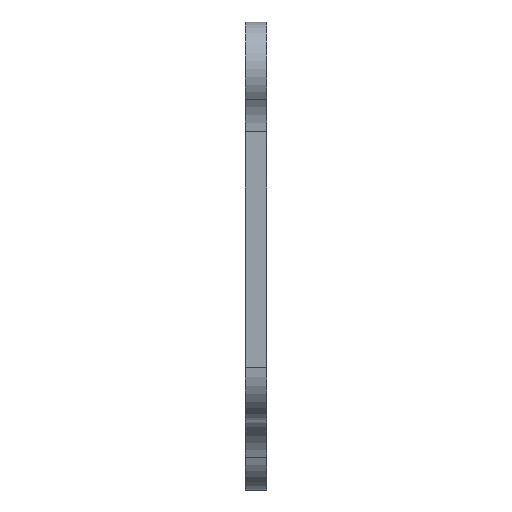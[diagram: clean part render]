
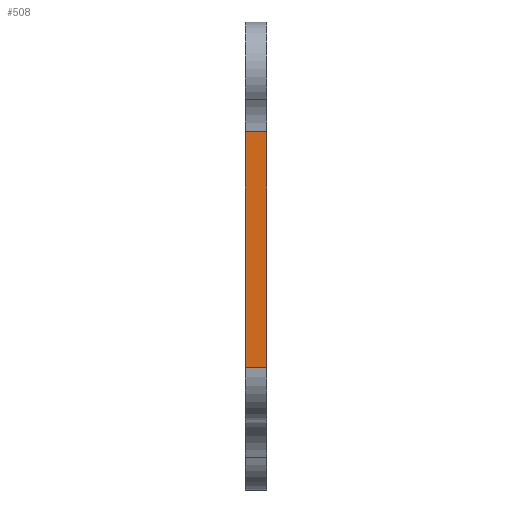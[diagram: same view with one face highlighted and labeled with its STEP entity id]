
A CAD part, top view. The second image highlights one B-rep face of the part: STEP entity #508.
In plain terms, the highlighted planar face has unit normal (0, 0, 1).
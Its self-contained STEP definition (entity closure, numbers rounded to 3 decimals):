
#70 = VERTEX_POINT ( 'NONE', #369 ) ;
#87 = CARTESIAN_POINT ( 'NONE',  ( 2., -10., 15. ) ) ;
#213 = VERTEX_POINT ( 'NONE', #87 ) ;
#222 = DIRECTION ( 'NONE',  ( 0., -1., 0. ) ) ;
#229 = EDGE_CURVE ( 'NONE', #70, #690, #601, .T. ) ;
#236 = CARTESIAN_POINT ( 'NONE',  ( 2., -10., 15. ) ) ;
#257 = CARTESIAN_POINT ( 'NONE',  ( 2., 12.169, 15. ) ) ;
#355 = DIRECTION ( 'NONE',  ( -1., 0., 0. ) ) ;
#369 = CARTESIAN_POINT ( 'NONE',  ( 0., 12.169, 15. ) ) ;
#490 = DIRECTION ( 'NONE',  ( -1., 0., 0. ) ) ;
#500 = LINE ( 'NONE', #236, #1288 ) ;
#508 = ADVANCED_FACE ( 'NONE', ( #726 ), #1246, .F. ) ;
#562 = VECTOR ( 'NONE', #355, 1000. ) ;
#601 = LINE ( 'NONE', #1102, #1539 ) ;
#616 = AXIS2_PLACEMENT_3D ( 'NONE', #1512, #843, #490 ) ;
#636 = VECTOR ( 'NONE', #1668, 1000. ) ;
#639 = EDGE_LOOP ( 'NONE', ( #1606, #850, #1193, #1149 ) ) ;
#690 = VERTEX_POINT ( 'NONE', #1346 ) ;
#726 = FACE_OUTER_BOUND ( 'NONE', #639, .T. ) ;
#750 = DIRECTION ( 'NONE',  ( 1., 0., 0. ) ) ;
#843 = DIRECTION ( 'NONE',  ( 0., 0., -1. ) ) ;
#850 = ORIENTED_EDGE ( 'NONE', *, *, #1542, .T. ) ;
#1102 = CARTESIAN_POINT ( 'NONE',  ( 0., -15., 15. ) ) ;
#1121 = VERTEX_POINT ( 'NONE', #1658 ) ;
#1149 = ORIENTED_EDGE ( 'NONE', *, *, #1611, .T. ) ;
#1193 = ORIENTED_EDGE ( 'NONE', *, *, #1577, .F. ) ;
#1246 = PLANE ( 'NONE',  #616 ) ;
#1284 = LINE ( 'NONE', #257, #562 ) ;
#1288 = VECTOR ( 'NONE', #750, 1000. ) ;
#1346 = CARTESIAN_POINT ( 'NONE',  ( 0., -10., 15. ) ) ;
#1406 = CARTESIAN_POINT ( 'NONE',  ( 2., -15., 15. ) ) ;
#1512 = CARTESIAN_POINT ( 'NONE',  ( 2., -15., 15. ) ) ;
#1539 = VECTOR ( 'NONE', #222, 1000. ) ;
#1542 = EDGE_CURVE ( 'NONE', #690, #213, #500, .T. ) ;
#1568 = LINE ( 'NONE', #1406, #636 ) ;
#1577 = EDGE_CURVE ( 'NONE', #1121, #213, #1568, .T. ) ;
#1606 = ORIENTED_EDGE ( 'NONE', *, *, #229, .T. ) ;
#1611 = EDGE_CURVE ( 'NONE', #1121, #70, #1284, .T. ) ;
#1658 = CARTESIAN_POINT ( 'NONE',  ( 2., 12.169, 15. ) ) ;
#1668 = DIRECTION ( 'NONE',  ( 0., -1., 0. ) ) ;
